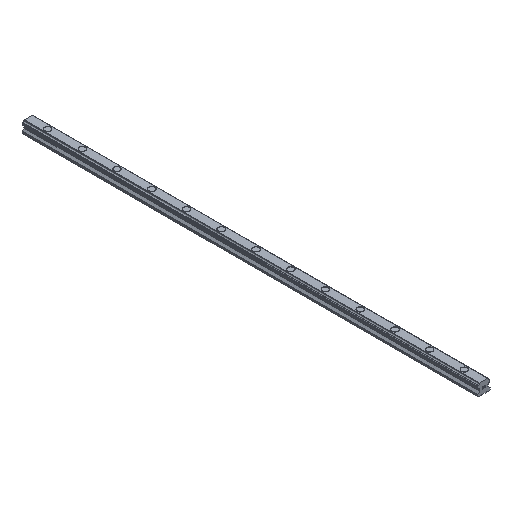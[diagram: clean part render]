
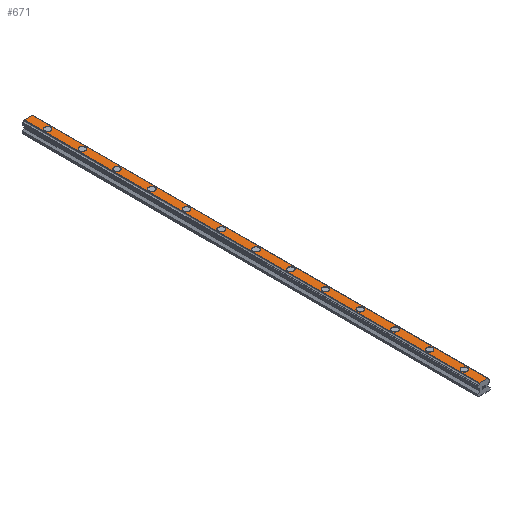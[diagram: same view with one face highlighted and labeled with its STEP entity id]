
A CAD part, isometric view. The second image highlights one B-rep face of the part: STEP entity #671.
In plain terms, the highlighted planar face has unit normal (0, 0, 1).
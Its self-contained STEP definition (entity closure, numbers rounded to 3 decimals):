
#671=ADVANCED_FACE('',(#1390,#1391,#1392,#1393,#1394,#1395,#1396,#1397,#1398,#1399,#1400,#1401,#1402,#1403),#1404,.T.);
#1390=FACE_BOUND('',#2137,.T.);
#1391=FACE_BOUND('',#2138,.T.);
#1392=FACE_BOUND('',#2139,.T.);
#1393=FACE_BOUND('',#2140,.T.);
#1394=FACE_BOUND('',#2141,.T.);
#1395=FACE_BOUND('',#2142,.T.);
#1396=FACE_BOUND('',#2143,.T.);
#1397=FACE_BOUND('',#2144,.T.);
#1398=FACE_BOUND('',#2145,.T.);
#1399=FACE_BOUND('',#2146,.T.);
#1400=FACE_BOUND('',#2147,.T.);
#1401=FACE_BOUND('',#2148,.T.);
#1402=FACE_BOUND('',#2149,.T.);
#1403=FACE_OUTER_BOUND('',#2150,.T.);
#1404=PLANE('',#2151);
#2137=EDGE_LOOP('',(#4051,#4052));
#2138=EDGE_LOOP('',(#4053,#4054));
#2139=EDGE_LOOP('',(#4055,#4056));
#2140=EDGE_LOOP('',(#4057,#4058));
#2141=EDGE_LOOP('',(#4059,#4060));
#2142=EDGE_LOOP('',(#4061,#4062));
#2143=EDGE_LOOP('',(#4063,#4064));
#2144=EDGE_LOOP('',(#4065,#4066));
#2145=EDGE_LOOP('',(#4067,#4068));
#2146=EDGE_LOOP('',(#4069,#4070));
#2147=EDGE_LOOP('',(#4071,#4072));
#2148=EDGE_LOOP('',(#4073,#4074));
#2149=EDGE_LOOP('',(#4075,#4076));
#2150=EDGE_LOOP('',(#4077,#4078,#4079,#4080));
#2151=AXIS2_PLACEMENT_3D('',#4081,#4082,#4083);
#4051=ORIENTED_EDGE('',*,*,#4404,.T.);
#4052=ORIENTED_EDGE('',*,*,#4893,.T.);
#4053=ORIENTED_EDGE('',*,*,#4394,.T.);
#4054=ORIENTED_EDGE('',*,*,#4899,.T.);
#4055=ORIENTED_EDGE('',*,*,#4384,.T.);
#4056=ORIENTED_EDGE('',*,*,#4905,.T.);
#4057=ORIENTED_EDGE('',*,*,#4374,.T.);
#4058=ORIENTED_EDGE('',*,*,#4911,.T.);
#4059=ORIENTED_EDGE('',*,*,#4364,.T.);
#4060=ORIENTED_EDGE('',*,*,#4917,.T.);
#4061=ORIENTED_EDGE('',*,*,#4354,.T.);
#4062=ORIENTED_EDGE('',*,*,#4923,.T.);
#4063=ORIENTED_EDGE('',*,*,#4344,.T.);
#4064=ORIENTED_EDGE('',*,*,#4929,.T.);
#4065=ORIENTED_EDGE('',*,*,#4334,.T.);
#4066=ORIENTED_EDGE('',*,*,#4935,.T.);
#4067=ORIENTED_EDGE('',*,*,#4324,.T.);
#4068=ORIENTED_EDGE('',*,*,#4941,.T.);
#4069=ORIENTED_EDGE('',*,*,#4314,.T.);
#4070=ORIENTED_EDGE('',*,*,#4947,.T.);
#4071=ORIENTED_EDGE('',*,*,#4304,.T.);
#4072=ORIENTED_EDGE('',*,*,#4953,.T.);
#4073=ORIENTED_EDGE('',*,*,#4294,.T.);
#4074=ORIENTED_EDGE('',*,*,#4959,.T.);
#4075=ORIENTED_EDGE('',*,*,#4284,.T.);
#4076=ORIENTED_EDGE('',*,*,#4965,.T.);
#4077=ORIENTED_EDGE('',*,*,#4867,.T.);
#4078=ORIENTED_EDGE('',*,*,#5022,.F.);
#4079=ORIENTED_EDGE('',*,*,#4731,.T.);
#4080=ORIENTED_EDGE('',*,*,#5020,.T.);
#4081=CARTESIAN_POINT('',(0.,1050.0,26.));
#4082=DIRECTION('',(0.0,0.0,1.0));
#4083=DIRECTION('',(-1.0,0.0,0.0));
#4284=EDGE_CURVE('',#5084,#5081,#5085,.T.);
#4294=EDGE_CURVE('',#5102,#5099,#5103,.T.);
#4304=EDGE_CURVE('',#5120,#5117,#5121,.T.);
#4314=EDGE_CURVE('',#5138,#5135,#5139,.T.);
#4324=EDGE_CURVE('',#5156,#5153,#5157,.T.);
#4334=EDGE_CURVE('',#5174,#5171,#5175,.T.);
#4344=EDGE_CURVE('',#5192,#5189,#5193,.T.);
#4354=EDGE_CURVE('',#5210,#5207,#5211,.T.);
#4364=EDGE_CURVE('',#5228,#5225,#5229,.T.);
#4374=EDGE_CURVE('',#5246,#5243,#5247,.T.);
#4384=EDGE_CURVE('',#5264,#5261,#5265,.T.);
#4394=EDGE_CURVE('',#5282,#5279,#5283,.T.);
#4404=EDGE_CURVE('',#5300,#5297,#5301,.T.);
#4731=EDGE_CURVE('',#5784,#5782,#5785,.T.);
#4867=EDGE_CURVE('',#6011,#6009,#6012,.T.);
#4893=EDGE_CURVE('',#5297,#5300,#6061,.T.);
#4899=EDGE_CURVE('',#5279,#5282,#6067,.T.);
#4905=EDGE_CURVE('',#5261,#5264,#6073,.T.);
#4911=EDGE_CURVE('',#5243,#5246,#6079,.T.);
#4917=EDGE_CURVE('',#5225,#5228,#6085,.T.);
#4923=EDGE_CURVE('',#5207,#5210,#6091,.T.);
#4929=EDGE_CURVE('',#5189,#5192,#6097,.T.);
#4935=EDGE_CURVE('',#5171,#5174,#6103,.T.);
#4941=EDGE_CURVE('',#5153,#5156,#6109,.T.);
#4947=EDGE_CURVE('',#5135,#5138,#6115,.T.);
#4953=EDGE_CURVE('',#5117,#5120,#6121,.T.);
#4959=EDGE_CURVE('',#5099,#5102,#6127,.T.);
#4965=EDGE_CURVE('',#5081,#5084,#6133,.T.);
#5020=EDGE_CURVE('',#5782,#6011,#6188,.T.);
#5022=EDGE_CURVE('',#5784,#6009,#6190,.T.);
#5081=VERTEX_POINT('',#6251);
#5084=VERTEX_POINT('',#6255);
#5085=CIRCLE('',#6256,7.0);
#5099=VERTEX_POINT('',#6273);
#5102=VERTEX_POINT('',#6277);
#5103=CIRCLE('',#6278,7.0);
#5117=VERTEX_POINT('',#6295);
#5120=VERTEX_POINT('',#6299);
#5121=CIRCLE('',#6300,7.0);
#5135=VERTEX_POINT('',#6317);
#5138=VERTEX_POINT('',#6321);
#5139=CIRCLE('',#6322,7.0);
#5153=VERTEX_POINT('',#6339);
#5156=VERTEX_POINT('',#6343);
#5157=CIRCLE('',#6344,7.0);
#5171=VERTEX_POINT('',#6361);
#5174=VERTEX_POINT('',#6365);
#5175=CIRCLE('',#6366,7.0);
#5189=VERTEX_POINT('',#6383);
#5192=VERTEX_POINT('',#6387);
#5193=CIRCLE('',#6388,7.0);
#5207=VERTEX_POINT('',#6405);
#5210=VERTEX_POINT('',#6409);
#5211=CIRCLE('',#6410,7.0);
#5225=VERTEX_POINT('',#6427);
#5228=VERTEX_POINT('',#6431);
#5229=CIRCLE('',#6432,7.0);
#5243=VERTEX_POINT('',#6449);
#5246=VERTEX_POINT('',#6453);
#5247=CIRCLE('',#6454,7.0);
#5261=VERTEX_POINT('',#6471);
#5264=VERTEX_POINT('',#6475);
#5265=CIRCLE('',#6476,7.0);
#5279=VERTEX_POINT('',#6493);
#5282=VERTEX_POINT('',#6497);
#5283=CIRCLE('',#6498,7.0);
#5297=VERTEX_POINT('',#6515);
#5300=VERTEX_POINT('',#6519);
#5301=CIRCLE('',#6520,7.0);
#5782=VERTEX_POINT('',#7156);
#5784=VERTEX_POINT('',#7159);
#5785=LINE('',#7160,#7161);
#6009=VERTEX_POINT('',#7473);
#6011=VERTEX_POINT('',#7476);
#6012=LINE('',#7477,#7478);
#6061=CIRCLE('',#7540,7.0);
#6067=CIRCLE('',#7546,7.0);
#6073=CIRCLE('',#7552,7.0);
#6079=CIRCLE('',#7558,7.0);
#6085=CIRCLE('',#7564,7.0);
#6091=CIRCLE('',#7570,7.0);
#6097=CIRCLE('',#7576,7.0);
#6103=CIRCLE('',#7582,7.0);
#6109=CIRCLE('',#7588,7.0);
#6115=CIRCLE('',#7594,7.0);
#6121=CIRCLE('',#7600,7.0);
#6127=CIRCLE('',#7606,7.0);
#6133=CIRCLE('',#7612,7.0);
#6188=LINE('',#7692,#7693);
#6190=LINE('',#7695,#7696);
#6251=CARTESIAN_POINT('',(7.0,45.0,26.));
#6255=CARTESIAN_POINT('',(-7.0,45.0,26.));
#6256=AXIS2_PLACEMENT_3D('',#7777,#7778,#7779);
#6273=CARTESIAN_POINT('',(7.0,125.0,26.));
#6277=CARTESIAN_POINT('',(-7.0,125.0,26.));
#6278=AXIS2_PLACEMENT_3D('',#7793,#7794,#7795);
#6295=CARTESIAN_POINT('',(7.0,205.0,26.));
#6299=CARTESIAN_POINT('',(-7.0,205.0,26.));
#6300=AXIS2_PLACEMENT_3D('',#7809,#7810,#7811);
#6317=CARTESIAN_POINT('',(7.0,285.0,26.));
#6321=CARTESIAN_POINT('',(-7.0,285.0,26.));
#6322=AXIS2_PLACEMENT_3D('',#7825,#7826,#7827);
#6339=CARTESIAN_POINT('',(7.0,365.0,26.));
#6343=CARTESIAN_POINT('',(-7.0,365.0,26.));
#6344=AXIS2_PLACEMENT_3D('',#7841,#7842,#7843);
#6361=CARTESIAN_POINT('',(7.0,445.0,26.));
#6365=CARTESIAN_POINT('',(-7.0,445.0,26.));
#6366=AXIS2_PLACEMENT_3D('',#7857,#7858,#7859);
#6383=CARTESIAN_POINT('',(7.0,525.0,26.));
#6387=CARTESIAN_POINT('',(-7.0,525.0,26.));
#6388=AXIS2_PLACEMENT_3D('',#7873,#7874,#7875);
#6405=CARTESIAN_POINT('',(7.0,605.0,26.));
#6409=CARTESIAN_POINT('',(-7.0,605.0,26.));
#6410=AXIS2_PLACEMENT_3D('',#7889,#7890,#7891);
#6427=CARTESIAN_POINT('',(7.0,685.0,26.));
#6431=CARTESIAN_POINT('',(-7.0,685.0,26.));
#6432=AXIS2_PLACEMENT_3D('',#7905,#7906,#7907);
#6449=CARTESIAN_POINT('',(7.0,765.0,26.));
#6453=CARTESIAN_POINT('',(-7.0,765.0,26.));
#6454=AXIS2_PLACEMENT_3D('',#7921,#7922,#7923);
#6471=CARTESIAN_POINT('',(7.0,845.0,26.));
#6475=CARTESIAN_POINT('',(-7.0,845.0,26.));
#6476=AXIS2_PLACEMENT_3D('',#7937,#7938,#7939);
#6493=CARTESIAN_POINT('',(7.0,925.0,26.));
#6497=CARTESIAN_POINT('',(-7.0,925.0,26.));
#6498=AXIS2_PLACEMENT_3D('',#7953,#7954,#7955);
#6515=CARTESIAN_POINT('',(7.0,1005.0,26.));
#6519=CARTESIAN_POINT('',(-7.0,1005.0,26.));
#6520=AXIS2_PLACEMENT_3D('',#7969,#7970,#7971);
#7156=CARTESIAN_POINT('',(-9.342,1050.0,26.));
#7159=CARTESIAN_POINT('',(9.342,1050.0,26.));
#7160=CARTESIAN_POINT('',(9.342,1050.0,26.));
#7161=VECTOR('',#8359,1.0);
#7473=CARTESIAN_POINT('',(9.342,0.0,26.));
#7476=CARTESIAN_POINT('',(-9.342,0.0,26.));
#7477=CARTESIAN_POINT('',(9.342,0.0,26.));
#7478=VECTOR('',#8515,1.0);
#7540=AXIS2_PLACEMENT_3D('',#8562,#8563,#8564);
#7546=AXIS2_PLACEMENT_3D('',#8571,#8572,#8573);
#7552=AXIS2_PLACEMENT_3D('',#8580,#8581,#8582);
#7558=AXIS2_PLACEMENT_3D('',#8589,#8590,#8591);
#7564=AXIS2_PLACEMENT_3D('',#8598,#8599,#8600);
#7570=AXIS2_PLACEMENT_3D('',#8607,#8608,#8609);
#7576=AXIS2_PLACEMENT_3D('',#8616,#8617,#8618);
#7582=AXIS2_PLACEMENT_3D('',#8625,#8626,#8627);
#7588=AXIS2_PLACEMENT_3D('',#8634,#8635,#8636);
#7594=AXIS2_PLACEMENT_3D('',#8643,#8644,#8645);
#7600=AXIS2_PLACEMENT_3D('',#8652,#8653,#8654);
#7606=AXIS2_PLACEMENT_3D('',#8661,#8662,#8663);
#7612=AXIS2_PLACEMENT_3D('',#8670,#8671,#8672);
#7692=CARTESIAN_POINT('',(-9.342,1050.0,26.));
#7693=VECTOR('',#8704,1.0);
#7695=CARTESIAN_POINT('',(9.342,1050.0,26.));
#7696=VECTOR('',#8705,1.0);
#7777=CARTESIAN_POINT('',(0.0,45.0,26.));
#7778=DIRECTION('',(0.0,0.0,-1.0));
#7779=DIRECTION('',(1.0,0.0,0.0));
#7793=CARTESIAN_POINT('',(0.0,125.0,26.));
#7794=DIRECTION('',(0.0,0.0,-1.0));
#7795=DIRECTION('',(1.0,0.0,0.0));
#7809=CARTESIAN_POINT('',(0.0,205.0,26.));
#7810=DIRECTION('',(0.0,0.0,-1.0));
#7811=DIRECTION('',(1.0,0.0,0.0));
#7825=CARTESIAN_POINT('',(0.0,285.0,26.));
#7826=DIRECTION('',(0.0,0.0,-1.0));
#7827=DIRECTION('',(1.0,0.0,0.0));
#7841=CARTESIAN_POINT('',(0.0,365.0,26.));
#7842=DIRECTION('',(0.0,0.0,-1.0));
#7843=DIRECTION('',(1.0,0.0,0.0));
#7857=CARTESIAN_POINT('',(0.0,445.0,26.));
#7858=DIRECTION('',(0.0,0.0,-1.0));
#7859=DIRECTION('',(1.0,0.0,0.0));
#7873=CARTESIAN_POINT('',(0.0,525.0,26.));
#7874=DIRECTION('',(0.0,0.0,-1.0));
#7875=DIRECTION('',(1.0,0.0,0.0));
#7889=CARTESIAN_POINT('',(0.0,605.0,26.));
#7890=DIRECTION('',(0.0,0.0,-1.0));
#7891=DIRECTION('',(1.0,0.0,0.0));
#7905=CARTESIAN_POINT('',(0.0,685.0,26.));
#7906=DIRECTION('',(0.0,0.0,-1.0));
#7907=DIRECTION('',(1.0,0.0,0.0));
#7921=CARTESIAN_POINT('',(0.0,765.0,26.));
#7922=DIRECTION('',(0.0,0.0,-1.0));
#7923=DIRECTION('',(1.0,0.0,0.0));
#7937=CARTESIAN_POINT('',(0.0,845.0,26.));
#7938=DIRECTION('',(0.0,0.0,-1.0));
#7939=DIRECTION('',(1.0,0.0,0.0));
#7953=CARTESIAN_POINT('',(0.0,925.0,26.));
#7954=DIRECTION('',(0.0,0.0,-1.0));
#7955=DIRECTION('',(1.0,0.0,0.0));
#7969=CARTESIAN_POINT('',(0.0,1005.0,26.));
#7970=DIRECTION('',(0.0,0.0,-1.0));
#7971=DIRECTION('',(1.0,0.0,0.0));
#8359=DIRECTION('',(-1.0,0.0,0.0));
#8515=DIRECTION('',(1.0,0.0,0.0));
#8562=CARTESIAN_POINT('',(0.0,1005.0,26.));
#8563=DIRECTION('',(0.0,0.0,-1.0));
#8564=DIRECTION('',(1.0,0.0,0.0));
#8571=CARTESIAN_POINT('',(0.0,925.0,26.));
#8572=DIRECTION('',(0.0,0.0,-1.0));
#8573=DIRECTION('',(1.0,0.0,0.0));
#8580=CARTESIAN_POINT('',(0.0,845.0,26.));
#8581=DIRECTION('',(0.0,0.0,-1.0));
#8582=DIRECTION('',(1.0,0.0,0.0));
#8589=CARTESIAN_POINT('',(0.0,765.0,26.));
#8590=DIRECTION('',(0.0,0.0,-1.0));
#8591=DIRECTION('',(1.0,0.0,0.0));
#8598=CARTESIAN_POINT('',(0.0,685.0,26.));
#8599=DIRECTION('',(0.0,0.0,-1.0));
#8600=DIRECTION('',(1.0,0.0,0.0));
#8607=CARTESIAN_POINT('',(0.0,605.0,26.));
#8608=DIRECTION('',(0.0,0.0,-1.0));
#8609=DIRECTION('',(1.0,0.0,0.0));
#8616=CARTESIAN_POINT('',(0.0,525.0,26.));
#8617=DIRECTION('',(0.0,0.0,-1.0));
#8618=DIRECTION('',(1.0,0.0,0.0));
#8625=CARTESIAN_POINT('',(0.0,445.0,26.));
#8626=DIRECTION('',(0.0,0.0,-1.0));
#8627=DIRECTION('',(1.0,0.0,0.0));
#8634=CARTESIAN_POINT('',(0.0,365.0,26.));
#8635=DIRECTION('',(0.0,0.0,-1.0));
#8636=DIRECTION('',(1.0,0.0,0.0));
#8643=CARTESIAN_POINT('',(0.0,285.0,26.));
#8644=DIRECTION('',(0.0,0.0,-1.0));
#8645=DIRECTION('',(1.0,0.0,0.0));
#8652=CARTESIAN_POINT('',(0.0,205.0,26.));
#8653=DIRECTION('',(0.0,0.0,-1.0));
#8654=DIRECTION('',(1.0,0.0,0.0));
#8661=CARTESIAN_POINT('',(0.0,125.0,26.));
#8662=DIRECTION('',(0.0,0.0,-1.0));
#8663=DIRECTION('',(1.0,0.0,0.0));
#8670=CARTESIAN_POINT('',(0.0,45.0,26.));
#8671=DIRECTION('',(0.0,0.0,-1.0));
#8672=DIRECTION('',(1.0,0.0,0.0));
#8704=DIRECTION('',(0.0,-1.0,0.0));
#8705=DIRECTION('',(0.0,-1.0,0.0));
